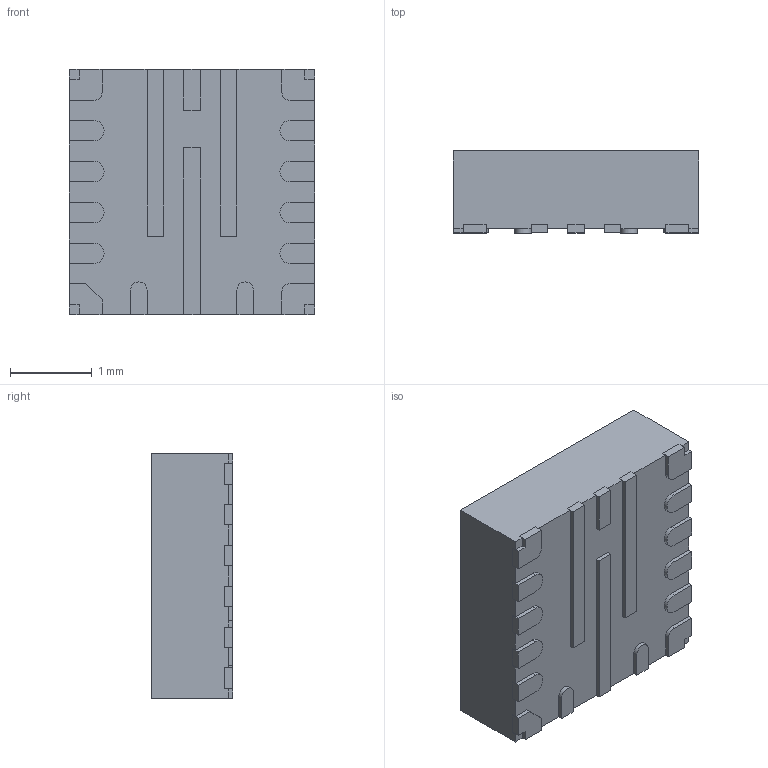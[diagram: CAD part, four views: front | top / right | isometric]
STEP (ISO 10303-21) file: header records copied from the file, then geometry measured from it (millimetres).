
FILE_DESCRIPTION (( 'STEP AP214' ), '1' );
FILE_NAME ('TPS65296RJER.STEP', '2023-07-20T19:44:33', ( '' ), ( '' ), 'SwSTEP 2.0', 'SolidWorks 2021', '' );
FILE_SCHEMA (( 'AUTOMOTIVE_DESIGN' ));
Length unit declared in the file: millimetre
Products named in the file (1): TPS65296RJER
Bounding box: 3 x 1 x 3 mm (x, y, z)
Volume: 8.7 mm3; surface area: 39.6 mm2
Topology: 20 solids, 20 shells, 217 faces, 528 edges, 352 vertices
Faces by surface type: plane 187, cylinder 30
Entity records: 6487 total; most frequent: CARTESIAN_POINT 1098, ORIENTED_EDGE 1056, DIRECTION 1024, EDGE_CURVE 528, LINE 468, VECTOR 468, VERTEX_POINT 352, AXIS2_PLACEMENT_3D 278
